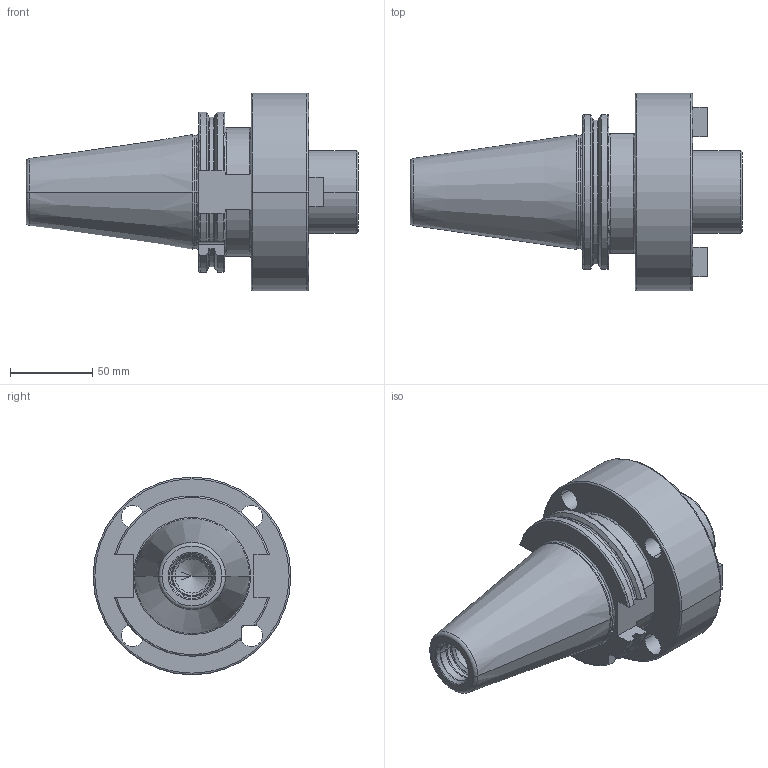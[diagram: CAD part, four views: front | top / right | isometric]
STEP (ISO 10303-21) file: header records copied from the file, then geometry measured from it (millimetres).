
FILE_DESCRIPTION((''),'2;1');
FILE_NAME('50-350-50','2011-08-31T',('mei'),(''),'PRO/ENGINEER BY PARAMETRIC TECHNOLOGY CORPORATION, 2010430','PRO/ENGINEER BY PARAMETRIC TECHNOLOGY CORPORATION, 2010430','');
FILE_SCHEMA(('CONFIG_CONTROL_DESIGN'));
Length unit declared in the file: millimetre
Products named in the file (1): 50-350-50
Bounding box: 201.6 x 120 x 120 mm (x, y, z)
Volume: 832722 mm3; surface area: 95785.8 mm2
Topology: 1 solids, 7 shells, 146 faces, 369 edges, 234 vertices
Faces by surface type: cylinder 46, plane 38, torus 34, cone 28
Entity records: 4746 total; most frequent: CARTESIAN_POINT 1140, DIRECTION 789, ORIENTED_EDGE 706, EDGE_CURVE 365, AXIS2_PLACEMENT_3D 325, VERTEX_POINT 234, CIRCLE 178, EDGE_LOOP 167
